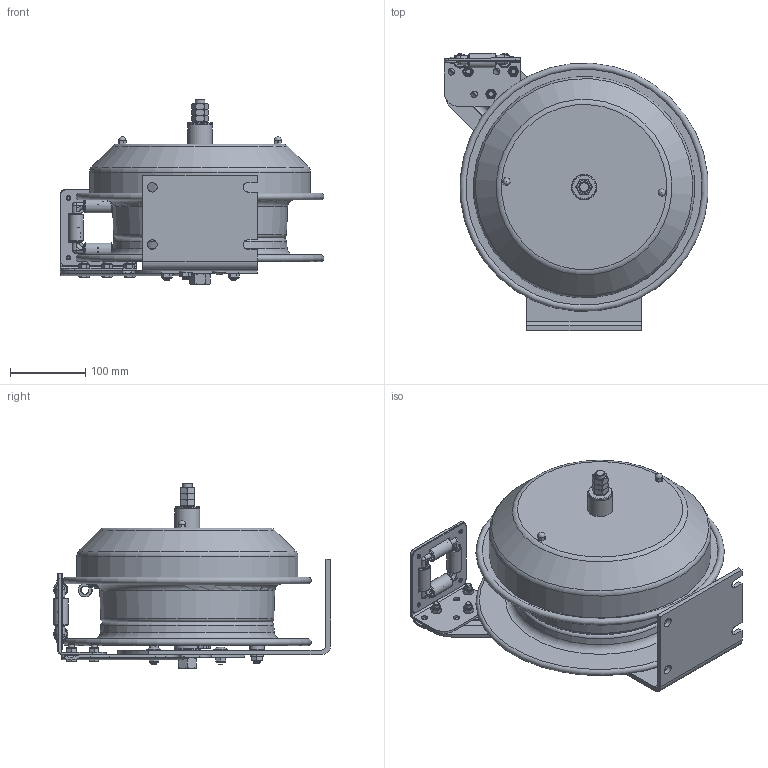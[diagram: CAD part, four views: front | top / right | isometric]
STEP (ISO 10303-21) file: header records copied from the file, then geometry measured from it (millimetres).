
FILE_DESCRIPTION(/* description */ (''),/* implementation_level */ '2;1');
FILE_NAME(/* name */ 'P-WC13-3502_SHARED.stp',/* time_stamp */ '2020-02-27T08:26:47-07:00',/* author */ ('NMelton'),/* organization */ (''),/* preprocessor_version */ 'ST-DEVELOPER v17',/* originating_system */ 'Autodesk Inventor 2019',/* authorisation */ '');
FILE_SCHEMA (('AUTOMOTIVE_DESIGN { 1 0 10303 214 3 1 1 }'));
Length unit declared in the file: inch
Products named in the file (1): P-WC13-3502_SHARED
Bounding box: 350.89 x 368.48 x 246.22 mm (x, y, z)
Surface area: 805282.2 mm2 (no closed solid volume)
Topology: 0 solids, 105 shells, 921 faces, 3388 edges, 2493 vertices
Faces by surface type: plane 446, cylinder 248, cone 128, torus 59, sphere 38, bspline 2
Full cylindrical faces by diameter (mm): 4.699 x4, 4.826 x3, 5.556 x3, 5.588 x4, 6.35 x4, 7.137 x2, 7.938 x3, 8.731 x7, 11.43 x3, 12.192 x8, 12.548 x1, 12.7 x3, 15.875 x1, 18.923 x1, 19.05 x5, 28.575 x1, 32.372 x1, 33.02 x2, 34.036 x1, 34.925 x1, 35.052 x1, 294.386 x1
Entity records: 38340 total; most frequent: CARTESIAN_POINT 8642, DIRECTION 6182, ORIENTED_EDGE 5307, EDGE_CURVE 3343, VERTEX_POINT 2493, AXIS2_PLACEMENT_3D 2266, LINE 1650, VECTOR 1650
